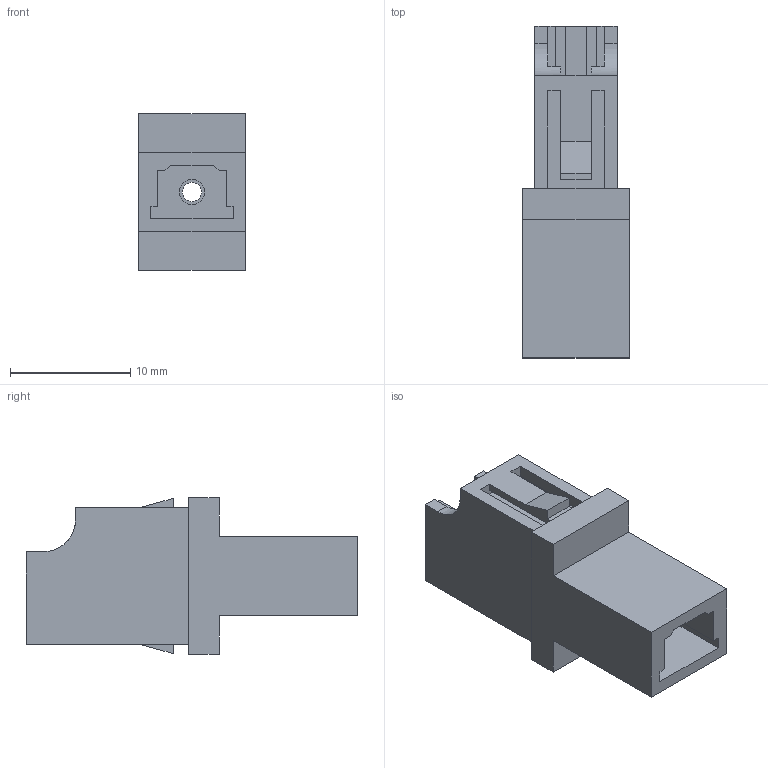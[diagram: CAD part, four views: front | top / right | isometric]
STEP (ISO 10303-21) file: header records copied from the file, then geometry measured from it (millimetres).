
FILE_DESCRIPTION (( 'STEP AP203' ), '1' );
FILE_NAME ('FOA-015.STEP', '2006-06-30T18:46:48', ( ' ' ), ( ' ' ), 'SwSTEP 2.0', 'SolidWorks 2005354', '' );
FILE_SCHEMA (( 'CONFIG_CONTROL_DESIGN' ));
Length unit declared in the file: inch
Products named in the file (1): FOA-015
Bounding box: 8.89 x 27.58 x 13 mm (x, y, z)
Volume: 1220.2 mm3; surface area: 1909.8 mm2
Topology: 1 solids, 1 shells, 84 faces, 237 edges, 158 vertices
Faces by surface type: plane 79, cylinder 5
Entity records: 2758 total; most frequent: CARTESIAN_POINT 480, ORIENTED_EDGE 474, DIRECTION 421, EDGE_CURVE 237, VECTOR 223, LINE 223, VERTEX_POINT 158, AXIS2_PLACEMENT_3D 99
